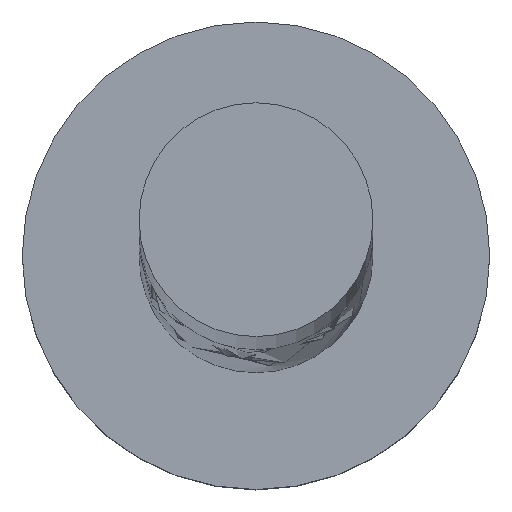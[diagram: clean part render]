
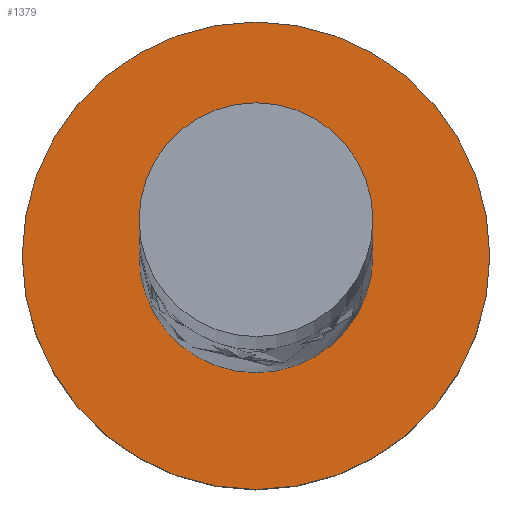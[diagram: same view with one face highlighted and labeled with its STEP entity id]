
A CAD part, top view. The second image highlights one B-rep face of the part: STEP entity #1379.
In plain terms, the highlighted planar face has unit normal (0, 0, 1).
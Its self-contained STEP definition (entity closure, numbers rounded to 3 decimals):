
#4 = AXIS2_PLACEMENT_3D ( 'NONE', #460, #165, #1165 ) ;
#32 = AXIS2_PLACEMENT_3D ( 'NONE', #716, #721, #483 ) ;
#75 = ORIENTED_EDGE ( 'NONE', *, *, #769, .F. ) ;
#165 = DIRECTION ( 'NONE',  ( 0., 0., 1. ) ) ;
#315 = VERTEX_POINT ( 'NONE', #1093 ) ;
#329 = CARTESIAN_POINT ( 'NONE',  ( -2., 0., 2. ) ) ;
#342 = PLANE ( 'NONE',  #1602 ) ;
#460 = CARTESIAN_POINT ( 'NONE',  ( 0., 0., 2. ) ) ;
#483 = DIRECTION ( 'NONE',  ( 1., 0., 0. ) ) ;
#501 = EDGE_CURVE ( 'NONE', #1294, #562, #1365, .T. ) ;
#562 = VERTEX_POINT ( 'NONE', #1203 ) ;
#571 = EDGE_CURVE ( 'NONE', #1399, #315, #1586, .T. ) ;
#711 = AXIS2_PLACEMENT_3D ( 'NONE', #1561, #1182, #1445 ) ;
#716 = CARTESIAN_POINT ( 'NONE',  ( 0., 0., 2. ) ) ;
#721 = DIRECTION ( 'NONE',  ( 0., 0., 1. ) ) ;
#731 = DIRECTION ( 'NONE',  ( 0., 0., 1. ) ) ;
#747 = ORIENTED_EDGE ( 'NONE', *, *, #501, .F. ) ;
#769 = EDGE_CURVE ( 'NONE', #562, #1294, #1424, .T. ) ;
#815 = CIRCLE ( 'NONE', #32, 2. ) ;
#838 = DIRECTION ( 'NONE',  ( 0., 0., 1. ) ) ;
#841 = DIRECTION ( 'NONE',  ( 1., 0., 0. ) ) ;
#894 = AXIS2_PLACEMENT_3D ( 'NONE', #1585, #838, #1324 ) ;
#897 = ORIENTED_EDGE ( 'NONE', *, *, #1151, .T. ) ;
#1086 = FACE_BOUND ( 'NONE', #1390, .T. ) ;
#1093 = CARTESIAN_POINT ( 'NONE',  ( 2., 0., 2. ) ) ;
#1099 = FACE_OUTER_BOUND ( 'NONE', #1354, .T. ) ;
#1151 = EDGE_CURVE ( 'NONE', #315, #1399, #815, .T. ) ;
#1165 = DIRECTION ( 'NONE',  ( 1., 0., 0. ) ) ;
#1182 = DIRECTION ( 'NONE',  ( 0., 0., 1. ) ) ;
#1186 = ORIENTED_EDGE ( 'NONE', *, *, #571, .T. ) ;
#1203 = CARTESIAN_POINT ( 'NONE',  ( 1., 0., 2. ) ) ;
#1294 = VERTEX_POINT ( 'NONE', #1610 ) ;
#1324 = DIRECTION ( 'NONE',  ( 1., 0., 0. ) ) ;
#1354 = EDGE_LOOP ( 'NONE', ( #1186, #897 ) ) ;
#1365 = CIRCLE ( 'NONE', #711, 1. ) ;
#1379 = ADVANCED_FACE ( 'NONE', ( #1086, #1099 ), #342, .T. ) ;
#1390 = EDGE_LOOP ( 'NONE', ( #747, #75 ) ) ;
#1399 = VERTEX_POINT ( 'NONE', #329 ) ;
#1424 = CIRCLE ( 'NONE', #4, 1. ) ;
#1445 = DIRECTION ( 'NONE',  ( 1., 0., 0. ) ) ;
#1561 = CARTESIAN_POINT ( 'NONE',  ( 0., 0., 2. ) ) ;
#1585 = CARTESIAN_POINT ( 'NONE',  ( 0., 0., 2. ) ) ;
#1586 = CIRCLE ( 'NONE', #894, 2. ) ;
#1602 = AXIS2_PLACEMENT_3D ( 'NONE', #1621, #731, #841 ) ;
#1610 = CARTESIAN_POINT ( 'NONE',  ( -1., 0., 2. ) ) ;
#1621 = CARTESIAN_POINT ( 'NONE',  ( 0., 0., 2. ) ) ;
